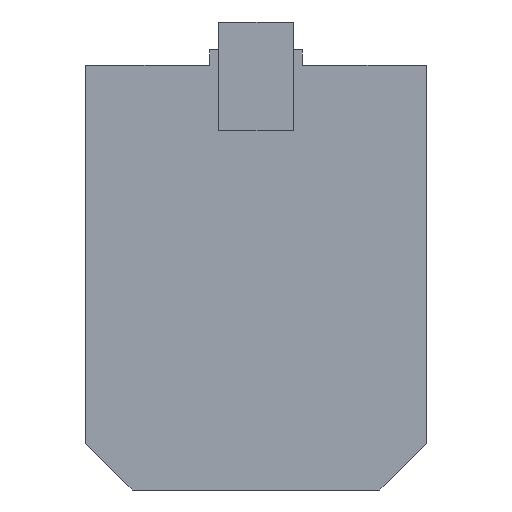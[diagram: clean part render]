
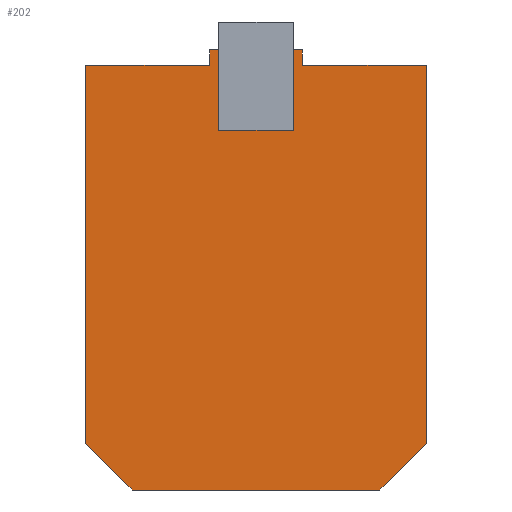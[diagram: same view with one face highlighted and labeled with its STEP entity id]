
A CAD part, left-side view. The second image highlights one B-rep face of the part: STEP entity #202.
In plain terms, the highlighted planar face has unit normal (-1, 0, 0).
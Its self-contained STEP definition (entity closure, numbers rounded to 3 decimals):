
#51=FACE_OUTER_BOUND('',#282,.T.);
#76=LINE('',#936,#136);
#84=LINE('',#974,#144);
#85=LINE('',#977,#145);
#86=LINE('',#979,#146);
#87=LINE('',#981,#147);
#88=LINE('',#983,#148);
#89=LINE('',#985,#149);
#90=LINE('',#987,#150);
#91=LINE('',#989,#151);
#92=LINE('',#991,#152);
#93=LINE('',#992,#153);
#94=LINE('',#994,#154);
#95=LINE('',#996,#155);
#96=LINE('',#998,#156);
#136=VECTOR('',#754,1.);
#144=VECTOR('',#794,1.);
#145=VECTOR('',#795,1.);
#146=VECTOR('',#796,1.);
#147=VECTOR('',#797,1.);
#148=VECTOR('',#798,1.);
#149=VECTOR('',#799,1.);
#150=VECTOR('',#800,1.);
#151=VECTOR('',#801,1.);
#152=VECTOR('',#802,1.);
#153=VECTOR('',#803,1.);
#154=VECTOR('',#804,1.);
#155=VECTOR('',#805,1.);
#156=VECTOR('',#806,1.);
#202=ADVANCED_FACE('',(#51),#235,.F.);
#235=PLANE('',#696);
#282=EDGE_LOOP('',(#348,#349,#350,#351,#352,#353,#354,#355,#356,#357,#358,
#359,#360,#361));
#348=ORIENTED_EDGE('',*,*,#562,.F.);
#349=ORIENTED_EDGE('',*,*,#563,.F.);
#350=ORIENTED_EDGE('',*,*,#564,.F.);
#351=ORIENTED_EDGE('',*,*,#565,.F.);
#352=ORIENTED_EDGE('',*,*,#566,.F.);
#353=ORIENTED_EDGE('',*,*,#567,.F.);
#354=ORIENTED_EDGE('',*,*,#568,.F.);
#355=ORIENTED_EDGE('',*,*,#569,.F.);
#356=ORIENTED_EDGE('',*,*,#570,.F.);
#357=ORIENTED_EDGE('',*,*,#544,.F.);
#358=ORIENTED_EDGE('',*,*,#571,.F.);
#359=ORIENTED_EDGE('',*,*,#572,.F.);
#360=ORIENTED_EDGE('',*,*,#573,.F.);
#361=ORIENTED_EDGE('',*,*,#574,.F.);
#488=VERTEX_POINT('',#935);
#489=VERTEX_POINT('',#937);
#503=VERTEX_POINT('',#975);
#504=VERTEX_POINT('',#976);
#505=VERTEX_POINT('',#978);
#506=VERTEX_POINT('',#980);
#507=VERTEX_POINT('',#982);
#508=VERTEX_POINT('',#984);
#509=VERTEX_POINT('',#986);
#510=VERTEX_POINT('',#988);
#511=VERTEX_POINT('',#990);
#512=VERTEX_POINT('',#993);
#513=VERTEX_POINT('',#995);
#514=VERTEX_POINT('',#997);
#544=EDGE_CURVE('',#488,#489,#76,.T.);
#562=EDGE_CURVE('',#503,#504,#84,.T.);
#563=EDGE_CURVE('',#505,#503,#85,.T.);
#564=EDGE_CURVE('',#506,#505,#86,.T.);
#565=EDGE_CURVE('',#507,#506,#87,.T.);
#566=EDGE_CURVE('',#508,#507,#88,.T.);
#567=EDGE_CURVE('',#509,#508,#89,.T.);
#568=EDGE_CURVE('',#510,#509,#90,.T.);
#569=EDGE_CURVE('',#511,#510,#91,.T.);
#570=EDGE_CURVE('',#489,#511,#92,.T.);
#571=EDGE_CURVE('',#512,#488,#93,.T.);
#572=EDGE_CURVE('',#513,#512,#94,.T.);
#573=EDGE_CURVE('',#514,#513,#95,.T.);
#574=EDGE_CURVE('',#504,#514,#96,.T.);
#696=AXIS2_PLACEMENT_3D('',#999,#807,#808);
#754=DIRECTION('',(0.,-1.,0.));
#794=DIRECTION('',(0.,0.,-1.));
#795=DIRECTION('',(0.,-1.,0.));
#796=DIRECTION('',(0.,0.,1.));
#797=DIRECTION('',(0.,-1.,0.));
#798=DIRECTION('',(0.,0.,1.));
#799=DIRECTION('',(0.,0.707,0.707));
#800=DIRECTION('',(0.,1.,0.));
#801=DIRECTION('',(0.,0.707,-0.707));
#802=DIRECTION('',(0.,0.,-1.));
#803=DIRECTION('',(0.,0.,-1.));
#804=DIRECTION('',(0.,-1.,0.));
#805=DIRECTION('',(0.,0.,1.));
#806=DIRECTION('',(0.,-1.,0.));
#807=DIRECTION('',(1.,0.,0.));
#808=DIRECTION('',(0.,1.,0.));
#935=CARTESIAN_POINT('',(0.,-15.,0.));
#936=CARTESIAN_POINT('',(0.,-15.,0.));
#937=CARTESIAN_POINT('',(0.,-55.,0.));
#974=CARTESIAN_POINT('',(0.,12.,14.));
#975=CARTESIAN_POINT('',(0.,12.,5.));
#976=CARTESIAN_POINT('',(0.,12.,-21.));
#977=CARTESIAN_POINT('',(0.,15.,5.));
#978=CARTESIAN_POINT('',(0.,15.,5.));
#979=CARTESIAN_POINT('',(0.,15.,0.));
#980=CARTESIAN_POINT('',(0.,15.,0.));
#981=CARTESIAN_POINT('',(0.,55.,0.));
#982=CARTESIAN_POINT('',(0.,55.,0.));
#983=CARTESIAN_POINT('',(0.,55.,-122.));
#984=CARTESIAN_POINT('',(0.,55.,-122.));
#985=CARTESIAN_POINT('',(0.,40.,-137.));
#986=CARTESIAN_POINT('',(0.,40.,-137.));
#987=CARTESIAN_POINT('',(0.,-40.,-137.));
#988=CARTESIAN_POINT('',(0.,-40.,-137.));
#989=CARTESIAN_POINT('',(0.,-55.,-122.));
#990=CARTESIAN_POINT('',(0.,-55.,-122.));
#991=CARTESIAN_POINT('',(0.,-55.,0.));
#992=CARTESIAN_POINT('',(0.,-15.,0.));
#993=CARTESIAN_POINT('',(0.,-15.,5.));
#994=CARTESIAN_POINT('',(0.,15.,5.));
#995=CARTESIAN_POINT('',(0.,-12.,5.));
#996=CARTESIAN_POINT('',(0.,-12.,-21.));
#997=CARTESIAN_POINT('',(0.,-12.,-21.));
#998=CARTESIAN_POINT('',(0.,12.,-21.));
#999=CARTESIAN_POINT('',(0.,-55.,0.));
